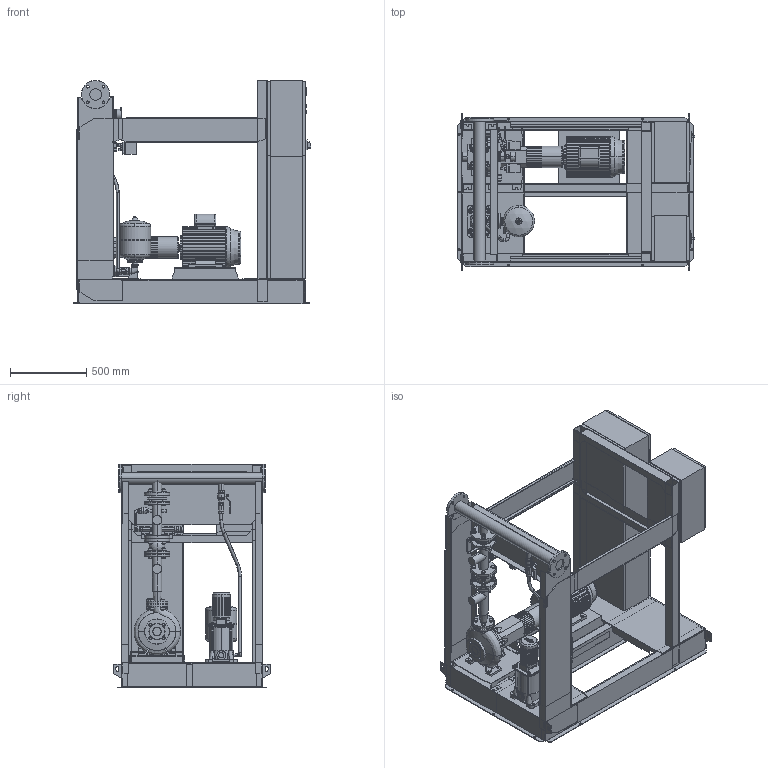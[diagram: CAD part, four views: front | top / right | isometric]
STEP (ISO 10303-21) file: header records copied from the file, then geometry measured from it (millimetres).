
FILE_DESCRIPTION((''),'2;1');
FILE_NAME('3d_Sifire-EN-32_200-193-5.5_0.55EJ-4183720.stp','2015-05-25T14:12:17',(''),(''),'Mechanical Desktop 2009','Mechanical Desktop 2009',', , ');
FILE_SCHEMA(('CONFIG_CONTROL_DESIGN'));
Length unit declared in the file: millimetre
Products named in the file (1): Product
Bounding box: 1554.5 x 1026 x 1463 mm (x, y, z)
Volume: 253206482.2 mm3; surface area: 21078157.3 mm2
Topology: 138 solids, 138 shells, 3567 faces, 8754 edges, 5588 vertices
Faces by surface type: plane 1421, bspline 1003, cylinder 747, cone 270, torus 98, sphere 28
Entity records: 116022 total; most frequent: CARTESIAN_POINT 35757, ORIENTED_EDGE 17460, DIRECTION 15267, EDGE_CURVE 8730, VERTEX_POINT 5587, AXIS2_PLACEMENT_3D 5123, VECTOR 5021, LINE 5021
